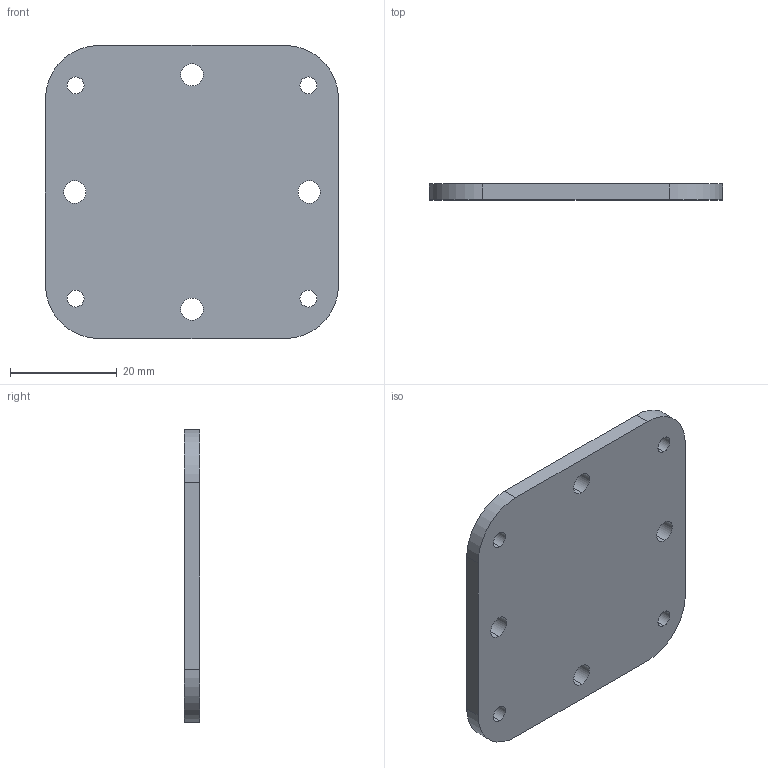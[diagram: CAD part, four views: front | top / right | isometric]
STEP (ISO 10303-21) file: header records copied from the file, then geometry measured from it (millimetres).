
FILE_DESCRIPTION (( 'STEP AP214' ), '1' );
FILE_NAME ('cover R2.STEP', '2024-03-11T10:46:46', ( '' ), ( '' ), 'SwSTEP 2.0', 'SolidWorks 2021', '' );
FILE_SCHEMA (( 'AUTOMOTIVE_DESIGN' ));
Length unit declared in the file: millimetre
Products named in the file (1): cover R2
Bounding box: 55 x 3 x 55 mm (x, y, z)
Volume: 8039.5 mm3; surface area: 6940.1 mm2
Topology: 1 solids, 1 shells, 78 faces, 216 edges, 144 vertices
Faces by surface type: plane 46, cylinder 20, bspline 12
Entity records: 2730 total; most frequent: CARTESIAN_POINT 707, ORIENTED_EDGE 432, DIRECTION 366, EDGE_CURVE 216, VECTOR 152, LINE 152, VERTEX_POINT 144, AXIS2_PLACEMENT_3D 107
